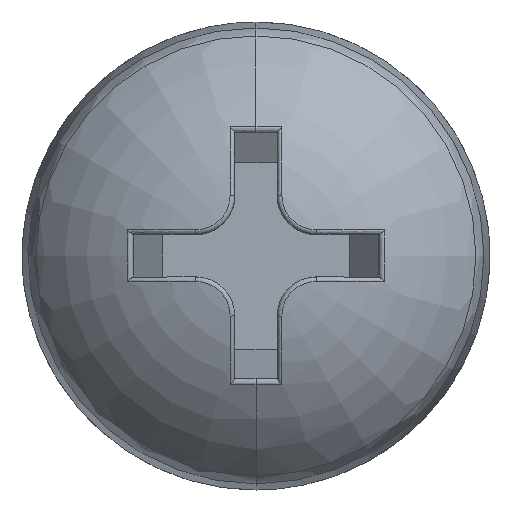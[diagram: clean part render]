
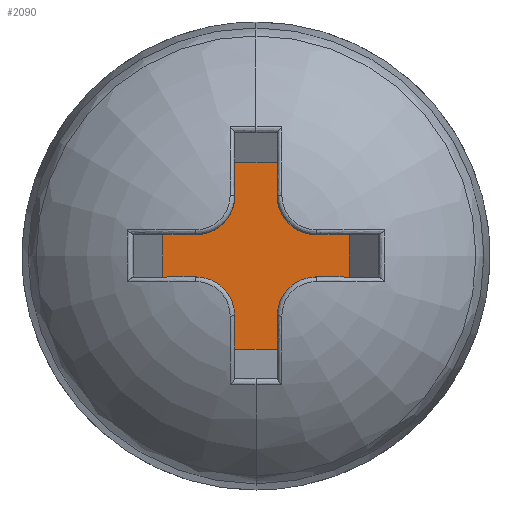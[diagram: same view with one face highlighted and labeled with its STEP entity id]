
A CAD part, top view. The second image highlights one B-rep face of the part: STEP entity #2090.
In plain terms, the highlighted planar face has unit normal (0, 0, 1).
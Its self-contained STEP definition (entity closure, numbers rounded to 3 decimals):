
#120=CIRCLE('',#2192,0.45);
#121=CIRCLE('',#2194,0.45);
#133=CIRCLE('',#2209,0.45);
#134=CIRCLE('',#2210,0.45);
#169=PLANE('',#2208);
#342=FACE_OUTER_BOUND('',#479,.T.);
#479=EDGE_LOOP('',(#1556,#1557,#1558,#1559,#1560,#1561,#1562,#1563,#1564,
#1565,#1566,#1567,#1568,#1569,#1570,#1571));
#567=LINE('',#4565,#646);
#570=LINE('',#4575,#649);
#573=LINE('',#4588,#652);
#575=LINE('',#4595,#654);
#577=LINE('',#4604,#656);
#580=LINE('',#4617,#659);
#591=LINE('',#6279,#670);
#592=LINE('',#6281,#671);
#593=LINE('',#6285,#672);
#594=LINE('',#6287,#673);
#595=LINE('',#6289,#674);
#596=LINE('',#6292,#675);
#646=VECTOR('',#2292,0.5);
#649=VECTOR('',#2295,0.394);
#652=VECTOR('',#2302,0.394);
#654=VECTOR('',#2304,0.5);
#656=VECTOR('',#2306,0.394);
#659=VECTOR('',#2313,0.394);
#670=VECTOR('',#2352,0.5);
#671=VECTOR('',#2353,0.394);
#672=VECTOR('',#2356,0.394);
#673=VECTOR('',#2357,0.5);
#674=VECTOR('',#2358,0.394);
#675=VECTOR('',#2361,0.394);
#873=VERTEX_POINT('',#4557);
#874=VERTEX_POINT('',#4564);
#875=VERTEX_POINT('',#4573);
#876=VERTEX_POINT('',#4577);
#877=VERTEX_POINT('',#4586);
#878=VERTEX_POINT('',#4593);
#879=VERTEX_POINT('',#4602);
#880=VERTEX_POINT('',#4606);
#881=VERTEX_POINT('',#4615);
#908=VERTEX_POINT('',#6278);
#909=VERTEX_POINT('',#6280);
#910=VERTEX_POINT('',#6282);
#911=VERTEX_POINT('',#6284);
#912=VERTEX_POINT('',#6286);
#913=VERTEX_POINT('',#6288);
#914=VERTEX_POINT('',#6290);
#1077=EDGE_CURVE('',#874,#873,#567,.T.);
#1080=EDGE_CURVE('',#873,#875,#570,.T.);
#1082=EDGE_CURVE('',#875,#876,#120,.T.);
#1084=EDGE_CURVE('',#876,#877,#573,.T.);
#1086=EDGE_CURVE('',#877,#878,#575,.T.);
#1088=EDGE_CURVE('',#878,#879,#577,.T.);
#1090=EDGE_CURVE('',#879,#880,#121,.T.);
#1092=EDGE_CURVE('',#880,#881,#580,.T.);
#1137=EDGE_CURVE('',#881,#908,#591,.T.);
#1138=EDGE_CURVE('',#908,#909,#592,.T.);
#1139=EDGE_CURVE('',#909,#910,#133,.T.);
#1140=EDGE_CURVE('',#910,#911,#593,.T.);
#1141=EDGE_CURVE('',#911,#912,#594,.T.);
#1142=EDGE_CURVE('',#912,#913,#595,.T.);
#1143=EDGE_CURVE('',#913,#914,#134,.T.);
#1144=EDGE_CURVE('',#914,#874,#596,.T.);
#1556=ORIENTED_EDGE('',*,*,#1088,.T.);
#1557=ORIENTED_EDGE('',*,*,#1090,.T.);
#1558=ORIENTED_EDGE('',*,*,#1092,.T.);
#1559=ORIENTED_EDGE('',*,*,#1137,.T.);
#1560=ORIENTED_EDGE('',*,*,#1138,.T.);
#1561=ORIENTED_EDGE('',*,*,#1139,.T.);
#1562=ORIENTED_EDGE('',*,*,#1140,.T.);
#1563=ORIENTED_EDGE('',*,*,#1141,.T.);
#1564=ORIENTED_EDGE('',*,*,#1142,.T.);
#1565=ORIENTED_EDGE('',*,*,#1143,.T.);
#1566=ORIENTED_EDGE('',*,*,#1144,.T.);
#1567=ORIENTED_EDGE('',*,*,#1077,.T.);
#1568=ORIENTED_EDGE('',*,*,#1080,.T.);
#1569=ORIENTED_EDGE('',*,*,#1082,.T.);
#1570=ORIENTED_EDGE('',*,*,#1084,.T.);
#1571=ORIENTED_EDGE('',*,*,#1086,.T.);
#2090=ADVANCED_FACE('',(#342),#169,.T.);
#2192=AXIS2_PLACEMENT_3D('',#4579,#2299,#2300);
#2194=AXIS2_PLACEMENT_3D('',#4608,#2310,#2311);
#2208=AXIS2_PLACEMENT_3D('',#6277,#2350,#2351);
#2209=AXIS2_PLACEMENT_3D('',#6283,#2354,#2355);
#2210=AXIS2_PLACEMENT_3D('',#6291,#2359,#2360);
#2292=DIRECTION('',(0.,1.,0.));
#2295=DIRECTION('',(-1.,0.,0.));
#2299=DIRECTION('center_axis',(0.,0.,
-1.));
#2300=DIRECTION('ref_axis',(-1.,0.,0.));
#2302=DIRECTION('',(0.,1.,0.));
#2304=DIRECTION('',(-1.,0.,0.));
#2306=DIRECTION('',(0.,-1.,0.));
#2310=DIRECTION('center_axis',(0.,0.,
-1.));
#2311=DIRECTION('ref_axis',(0.,-1.,0.));
#2313=DIRECTION('',(-1.,0.,0.));
#2350=DIRECTION('center_axis',(0.,0.,1.));
#2351=DIRECTION('ref_axis',(1.,0.,0.));
#2352=DIRECTION('',(0.,-1.,0.));
#2353=DIRECTION('',(1.,0.,0.));
#2354=DIRECTION('center_axis',(0.,0.,
-1.));
#2355=DIRECTION('ref_axis',(1.,0.,0.));
#2356=DIRECTION('',(0.,-1.,0.));
#2357=DIRECTION('',(1.,0.,0.));
#2358=DIRECTION('',(0.,1.,0.));
#2359=DIRECTION('center_axis',(0.,0.,
-1.));
#2360=DIRECTION('ref_axis',(0.,1.,0.));
#2361=DIRECTION('',(1.,0.,0.));
#4557=CARTESIAN_POINT('',(1.094,0.25,10.));
#4564=CARTESIAN_POINT('',(1.094,-0.25,10.));
#4565=CARTESIAN_POINT('',(1.094,-0.25,10.));
#4573=CARTESIAN_POINT('',(0.7,0.25,10.));
#4575=CARTESIAN_POINT('',(1.094,0.25,10.));
#4577=CARTESIAN_POINT('',(0.25,0.7,10.));
#4579=CARTESIAN_POINT('Origin',(0.7,0.7,10.));
#4586=CARTESIAN_POINT('',(0.25,1.094,10.));
#4588=CARTESIAN_POINT('',(0.25,0.7,10.));
#4593=CARTESIAN_POINT('',(-0.25,1.094,10.));
#4595=CARTESIAN_POINT('',(0.25,1.094,10.));
#4602=CARTESIAN_POINT('',(-0.25,0.7,10.));
#4604=CARTESIAN_POINT('',(-0.25,1.094,10.));
#4606=CARTESIAN_POINT('',(-0.7,0.25,10.));
#4608=CARTESIAN_POINT('Origin',(-0.7,0.7,10.));
#4615=CARTESIAN_POINT('',(-1.094,0.25,10.));
#4617=CARTESIAN_POINT('',(-0.7,0.25,10.));
#6277=CARTESIAN_POINT('Origin',(-0.007,-1.603,10.));
#6278=CARTESIAN_POINT('',(-1.094,-0.25,10.));
#6279=CARTESIAN_POINT('',(-1.094,0.25,10.));
#6280=CARTESIAN_POINT('',(-0.7,-0.25,10.));
#6281=CARTESIAN_POINT('',(-1.094,-0.25,10.));
#6282=CARTESIAN_POINT('',(-0.25,-0.7,10.));
#6283=CARTESIAN_POINT('Origin',(-0.7,-0.7,10.));
#6284=CARTESIAN_POINT('',(-0.25,-1.094,10.));
#6285=CARTESIAN_POINT('',(-0.25,-0.7,10.));
#6286=CARTESIAN_POINT('',(0.25,-1.094,10.));
#6287=CARTESIAN_POINT('',(-0.25,-1.094,10.));
#6288=CARTESIAN_POINT('',(0.25,-0.7,10.));
#6289=CARTESIAN_POINT('',(0.25,-1.094,10.));
#6290=CARTESIAN_POINT('',(0.7,-0.25,10.));
#6291=CARTESIAN_POINT('Origin',(0.7,-0.7,10.));
#6292=CARTESIAN_POINT('',(0.7,-0.25,10.));
